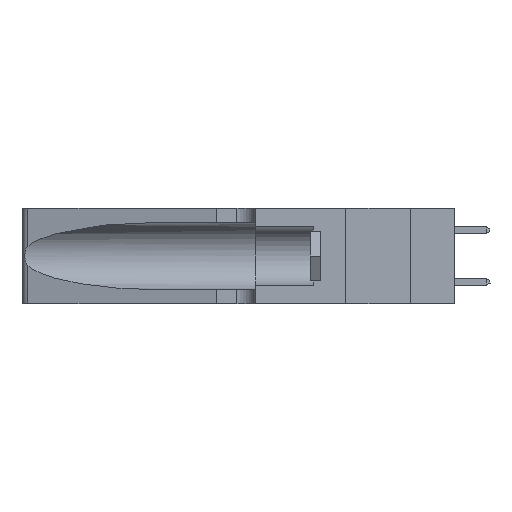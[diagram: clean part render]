
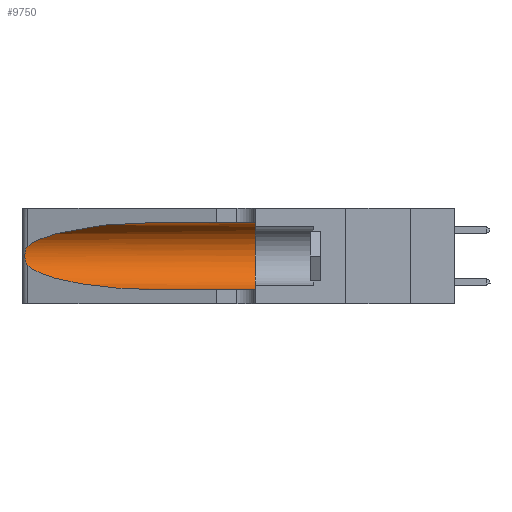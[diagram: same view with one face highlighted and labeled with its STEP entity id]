
A CAD part, left-side view. The second image highlights one B-rep face of the part: STEP entity #9750.
In plain terms, the highlighted cylindrical face has radius 3.308 mm (diameter 6.617 mm), a partial arc.
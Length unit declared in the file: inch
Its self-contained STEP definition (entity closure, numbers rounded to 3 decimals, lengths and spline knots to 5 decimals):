
#554 = EDGE_CURVE ( 'NONE', #18489, #30102, #22242, .T. ) ;
#556 = CARTESIAN_POINT ( 'NONE',  ( 0.1305, 1.61858, 0.31525 ) ) ;
#886 = B_SPLINE_CURVE_WITH_KNOTS ( 'NONE', 3,
 ( #4242, #27898, #9275, #10678, #12647, #18775, #17844, #28585, #20733, #2728, #32327, #8102, #21677, #24621 ),
 .UNSPECIFIED., .F., .F.,
 ( 4, 2, 2, 2, 2, 2, 4 ),
 ( 0., 0.00027, 0.00053, 0.00107, 0.0016, 0.00187, 0.00214 ),
 .UNSPECIFIED. ) ;
#2728 = CARTESIAN_POINT ( 'NONE',  ( 0.25856, 1.23593, 0.16098 ) ) ;
#3135 = DIRECTION ( 'NONE',  ( 0., -1., 0. ) ) ;
#4188 = EDGE_CURVE ( 'NONE', #33959, #25653, #20620, .T. ) ;
#4242 = CARTESIAN_POINT ( 'NONE',  ( 0.25487, 1.22718, 0.22369 ) ) ;
#5048 = CARTESIAN_POINT ( 'NONE',  ( 0.25487, 1.22718, 0.22369 ) ) ;
#6673 = CARTESIAN_POINT ( 'NONE',  ( 0.1305, 0.35, 0.31525 ) ) ;
#6879 = ORIENTED_EDGE ( 'NONE', *, *, #554, .F. ) ;
#6946 = EDGE_LOOP ( 'NONE', ( #19034, #7971, #16267, #23469, #6879, #33562 ) ) ;
#7052 = EDGE_CURVE ( 'NONE', #23964, #18489, #22803, .T. ) ;
#7971 = ORIENTED_EDGE ( 'NONE', *, *, #14250, .T. ) ;
#8102 = CARTESIAN_POINT ( 'NONE',  ( 0.25639, 1.23186, 0.15144 ) ) ;
#8729 = DIRECTION ( 'NONE',  ( 0., -1., 0. ) ) ;
#9275 = CARTESIAN_POINT ( 'NONE',  ( 0.25639, 1.23184, 0.21858 ) ) ;
#9750 = ADVANCED_FACE ( 'NONE', ( #18919 ), #32302, .F. ) ;
#10678 = CARTESIAN_POINT ( 'NONE',  ( 0.25787, 1.23484, 0.2124 ) ) ;
#11019 = DIRECTION ( 'NONE',  ( 0., -1., 0. ) ) ;
#11343 = CARTESIAN_POINT ( 'NONE',  ( 0.1305, 0.35, 0.185 ) ) ;
#11373 = CARTESIAN_POINT ( 'NONE',  ( 0.1305, 0.72297, 0.05475 ) ) ;
#11522 = CARTESIAN_POINT ( 'NONE',  ( 0.1305, 1.61858, 0.05475 ) ) ;
#11844 = CARTESIAN_POINT ( 'NONE',  ( 0.18966, 0.96281, 0.05475 ) ) ;
#12108 = EDGE_CURVE ( 'NONE', #23964, #16149, #16996, .T. ) ;
#12647 = CARTESIAN_POINT ( 'NONE',  ( 0.25854, 1.2359, 0.20912 ) ) ;
#13169 = CARTESIAN_POINT ( 'NONE',  ( 0.1305, 0.72297, 0.31525 ) ) ;
#14043 = DIRECTION ( 'NONE',  ( 0., 0., 1. ) ) ;
#14098 = CARTESIAN_POINT ( 'NONE',  ( 0.1305, 0.72297, 0.05475 ) ) ;
#14250 = EDGE_CURVE ( 'NONE', #16149, #33959, #886, .T. ) ;
#15191 = EDGE_CURVE ( 'NONE', #25653, #30102, #15765, .T. ) ;
#15701 = CARTESIAN_POINT ( 'NONE',  ( 0.2373, 1.15595, 0.28018 ) ) ;
#15765 = LINE ( 'NONE', #11522, #18295 ) ;
#16149 = VERTEX_POINT ( 'NONE', #17691 ) ;
#16267 = ORIENTED_EDGE ( 'NONE', *, *, #4188, .T. ) ;
#16996 =( BOUNDED_CURVE ( )  B_SPLINE_CURVE ( 3, ( #29051, #31731, #15701, #5048 ),
 .UNSPECIFIED., .F., .T. ) 
 B_SPLINE_CURVE_WITH_KNOTS ( ( 4, 4 ),
 ( 1.5708, 2.84003 ),
 .UNSPECIFIED. ) 
 CURVE ( )  GEOMETRIC_REPRESENTATION_ITEM ( )  RATIONAL_B_SPLINE_CURVE ( ( 1., 0.87, 0.87, 1. ) ) 
 REPRESENTATION_ITEM ( '' )  );
#17691 = CARTESIAN_POINT ( 'NONE',  ( 0.25487, 1.22718, 0.22369 ) ) ;
#17844 = CARTESIAN_POINT ( 'NONE',  ( 0.26075, 1.23896, 0.19203 ) ) ;
#18295 = VECTOR ( 'NONE', #8729, 39.37008 ) ;
#18489 = VERTEX_POINT ( 'NONE', #6673 ) ;
#18775 = CARTESIAN_POINT ( 'NONE',  ( 0.26018, 1.23835, 0.19895 ) ) ;
#18919 = FACE_OUTER_BOUND ( 'NONE', #6946, .T. ) ;
#19034 = ORIENTED_EDGE ( 'NONE', *, *, #12108, .T. ) ;
#19894 = VECTOR ( 'NONE', #3135, 39.37008 ) ;
#20620 =( BOUNDED_CURVE ( )  B_SPLINE_CURVE ( 3, ( #24994, #27909, #11844, #14098 ),
 .UNSPECIFIED., .F., .T. ) 
 B_SPLINE_CURVE_WITH_KNOTS ( ( 4, 4 ),
 ( 3.44316, 4.71239 ),
 .UNSPECIFIED. ) 
 CURVE ( )  GEOMETRIC_REPRESENTATION_ITEM ( )  RATIONAL_B_SPLINE_CURVE ( ( 1., 0.87, 0.87, 1. ) ) 
 REPRESENTATION_ITEM ( '' )  );
#20733 = CARTESIAN_POINT ( 'NONE',  ( 0.26017, 1.23833, 0.17102 ) ) ;
#21677 = CARTESIAN_POINT ( 'NONE',  ( 0.25555, 1.22993, 0.14849 ) ) ;
#22242 = CIRCLE ( 'NONE', #33282, 0.13025 ) ;
#22803 = LINE ( 'NONE', #556, #19894 ) ;
#23469 = ORIENTED_EDGE ( 'NONE', *, *, #15191, .T. ) ;
#23897 = CARTESIAN_POINT ( 'NONE',  ( 0.25487, 1.22718, 0.14631 ) ) ;
#23964 = VERTEX_POINT ( 'NONE', #13169 ) ;
#24149 = CARTESIAN_POINT ( 'NONE',  ( 0.1305, 0.35, 0.05475 ) ) ;
#24263 = CARTESIAN_POINT ( 'NONE',  ( 0.1305, 1.61858, 0.185 ) ) ;
#24492 = DIRECTION ( 'NONE',  ( 0., 1., 0. ) ) ;
#24621 = CARTESIAN_POINT ( 'NONE',  ( 0.25487, 1.22718, 0.14631 ) ) ;
#24994 = CARTESIAN_POINT ( 'NONE',  ( 0.25487, 1.22718, 0.14631 ) ) ;
#25653 = VERTEX_POINT ( 'NONE', #11373 ) ;
#27194 = DIRECTION ( 'NONE',  ( 0., 0., -1. ) ) ;
#27898 = CARTESIAN_POINT ( 'NONE',  ( 0.25555, 1.22994, 0.2215 ) ) ;
#27909 = CARTESIAN_POINT ( 'NONE',  ( 0.2373, 1.15595, 0.08982 ) ) ;
#28585 = CARTESIAN_POINT ( 'NONE',  ( 0.26075, 1.23896, 0.178 ) ) ;
#29051 = CARTESIAN_POINT ( 'NONE',  ( 0.1305, 0.72297, 0.31525 ) ) ;
#30102 = VERTEX_POINT ( 'NONE', #24149 ) ;
#31731 = CARTESIAN_POINT ( 'NONE',  ( 0.18966, 0.96281, 0.31525 ) ) ;
#32302 = CYLINDRICAL_SURFACE ( 'NONE', #33940, 0.13025 ) ;
#32327 = CARTESIAN_POINT ( 'NONE',  ( 0.25789, 1.23486, 0.15765 ) ) ;
#33282 = AXIS2_PLACEMENT_3D ( 'NONE', #11343, #24492, #14043 ) ;
#33562 = ORIENTED_EDGE ( 'NONE', *, *, #7052, .F. ) ;
#33940 = AXIS2_PLACEMENT_3D ( 'NONE', #24263, #11019, #27194 ) ;
#33959 = VERTEX_POINT ( 'NONE', #23897 ) ;
